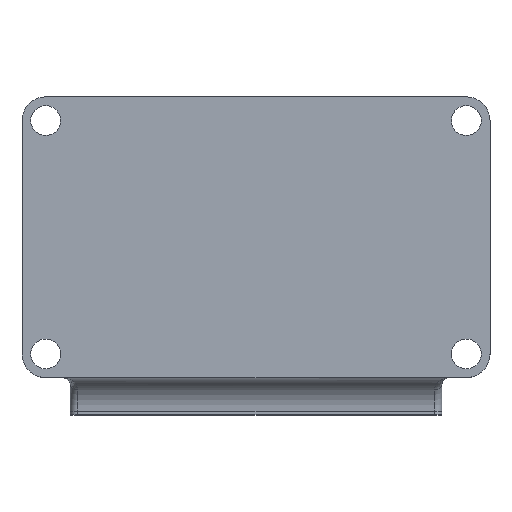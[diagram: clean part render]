
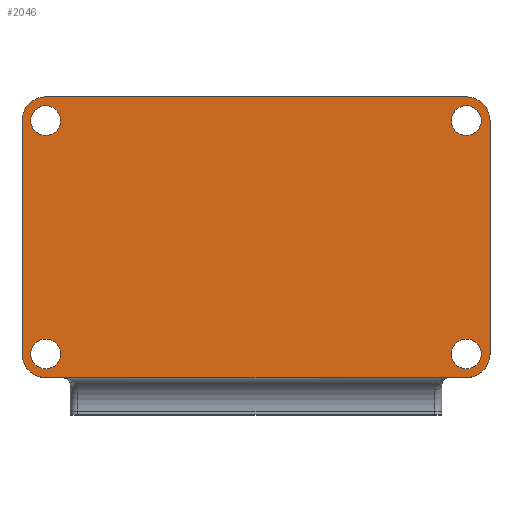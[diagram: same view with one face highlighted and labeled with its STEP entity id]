
A CAD part, top view. The second image highlights one B-rep face of the part: STEP entity #2046.
In plain terms, the highlighted planar face has unit normal (0, 0, 1).
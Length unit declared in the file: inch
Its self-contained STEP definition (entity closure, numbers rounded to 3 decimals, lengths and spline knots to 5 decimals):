
#53=FACE_BOUND('',#715,.T.);
#54=FACE_BOUND('',#716,.T.);
#55=FACE_BOUND('',#717,.T.);
#56=FACE_BOUND('',#718,.T.);
#116=PLANE('',#2338);
#122=LINE('',#3041,#254);
#213=LINE('',#3713,#345);
#230=LINE('',#4011,#362);
#248=LINE('',#4088,#380);
#254=VECTOR('',#2368,0.3937);
#345=VECTOR('',#2793,0.3937);
#362=VECTOR('',#2900,0.3937);
#380=VECTOR('',#3010,0.3937);
#574=FACE_OUTER_BOUND('',#714,.T.);
#714=EDGE_LOOP('',(#1893,#1894,#1895,#1896,#1897,#1898,#1899,#1900));
#715=EDGE_LOOP('',(#1901));
#716=EDGE_LOOP('',(#1902));
#717=EDGE_LOOP('',(#1903));
#718=EDGE_LOOP('',(#1904));
#811=CIRCLE('',#2245,0.15955);
#842=CIRCLE('',#2323,0.15955);
#843=CIRCLE('',#2325,0.15955);
#844=CIRCLE('',#2327,0.15955);
#845=CIRCLE('',#2330,0.1005);
#846=CIRCLE('',#2332,0.1005);
#847=CIRCLE('',#2334,0.1005);
#848=CIRCLE('',#2336,0.1005);
#858=VERTEX_POINT('',#3038);
#859=VERTEX_POINT('',#3040);
#982=VERTEX_POINT('',#3705);
#983=VERTEX_POINT('',#3707);
#984=VERTEX_POINT('',#3711);
#1003=VERTEX_POINT('',#4010);
#1011=VERTEX_POINT('',#4061);
#1012=VERTEX_POINT('',#4067);
#1013=VERTEX_POINT('',#4072);
#1014=VERTEX_POINT('',#4076);
#1015=VERTEX_POINT('',#4080);
#1016=VERTEX_POINT('',#4084);
#1029=EDGE_CURVE('',#859,#858,#122,.T.);
#1227=EDGE_CURVE('',#983,#982,#811,.T.);
#1230=EDGE_CURVE('',#982,#984,#213,.T.);
#1276=EDGE_CURVE('',#1003,#983,#230,.T.);
#1299=EDGE_CURVE('',#1011,#859,#842,.T.);
#1301=EDGE_CURVE('',#858,#1003,#843,.T.);
#1303=EDGE_CURVE('',#984,#1012,#844,.T.);
#1304=EDGE_CURVE('',#1013,#1013,#845,.T.);
#1306=EDGE_CURVE('',#1014,#1014,#846,.T.);
#1308=EDGE_CURVE('',#1015,#1015,#847,.T.);
#1310=EDGE_CURVE('',#1016,#1016,#848,.T.);
#1312=EDGE_CURVE('',#1012,#1011,#248,.T.);
#1893=ORIENTED_EDGE('',*,*,#1276,.T.);
#1894=ORIENTED_EDGE('',*,*,#1227,.T.);
#1895=ORIENTED_EDGE('',*,*,#1230,.T.);
#1896=ORIENTED_EDGE('',*,*,#1303,.T.);
#1897=ORIENTED_EDGE('',*,*,#1312,.T.);
#1898=ORIENTED_EDGE('',*,*,#1299,.T.);
#1899=ORIENTED_EDGE('',*,*,#1029,.T.);
#1900=ORIENTED_EDGE('',*,*,#1301,.T.);
#1901=ORIENTED_EDGE('',*,*,#1310,.T.);
#1902=ORIENTED_EDGE('',*,*,#1308,.T.);
#1903=ORIENTED_EDGE('',*,*,#1306,.T.);
#1904=ORIENTED_EDGE('',*,*,#1304,.T.);
#2046=ADVANCED_FACE('',(#574,#53,#54,#55,#56),#116,.T.);
#2245=AXIS2_PLACEMENT_3D('',#3708,#2787,#2788);
#2323=AXIS2_PLACEMENT_3D('',#4062,#2974,#2975);
#2325=AXIS2_PLACEMENT_3D('',#4065,#2979,#2980);
#2327=AXIS2_PLACEMENT_3D('',#4069,#2984,#2985);
#2330=AXIS2_PLACEMENT_3D('',#4073,#2990,#2991);
#2332=AXIS2_PLACEMENT_3D('',#4077,#2995,#2996);
#2334=AXIS2_PLACEMENT_3D('',#4081,#3000,#3001);
#2336=AXIS2_PLACEMENT_3D('',#4085,#3005,#3006);
#2338=AXIS2_PLACEMENT_3D('',#4089,#3011,#3012);
#2368=DIRECTION('',(0.,-1.,0.));
#2787=DIRECTION('center_axis',(0.,0.,1.));
#2788=DIRECTION('ref_axis',(0.,-1.,0.));
#2793=DIRECTION('',(0.,1.,0.));
#2900=DIRECTION('',(1.,0.,0.));
#2974=DIRECTION('center_axis',(0.,0.,1.));
#2975=DIRECTION('ref_axis',(0.,1.,0.));
#2979=DIRECTION('center_axis',(0.,0.,1.));
#2980=DIRECTION('ref_axis',(-1.,0.,0.));
#2984=DIRECTION('center_axis',(0.,0.,1.));
#2985=DIRECTION('ref_axis',(1.,0.,0.));
#2990=DIRECTION('center_axis',(0.,0.,-1.));
#2991=DIRECTION('ref_axis',(-1.,0.,0.));
#2995=DIRECTION('center_axis',(0.,0.,-1.));
#2996=DIRECTION('ref_axis',(-1.,0.,0.));
#3000=DIRECTION('center_axis',(0.,0.,-1.));
#3001=DIRECTION('ref_axis',(-1.,0.,0.));
#3005=DIRECTION('center_axis',(0.,0.,-1.));
#3006=DIRECTION('ref_axis',(-1.,0.,0.));
#3010=DIRECTION('',(-1.,0.,0.));
#3011=DIRECTION('center_axis',(0.,0.,1.));
#3012=DIRECTION('ref_axis',(1.,0.,0.));
#3038=CARTESIAN_POINT('',(-1.75,-0.89045,0.25));
#3040=CARTESIAN_POINT('',(-1.75,0.68045,0.25));
#3041=CARTESIAN_POINT('',(-1.75,0.68045,0.25));
#3705=CARTESIAN_POINT('',(1.4,-0.89045,0.25));
#3707=CARTESIAN_POINT('',(1.24045,-1.05,0.25));
#3708=CARTESIAN_POINT('Origin',(1.24045,-0.89045,0.25));
#3711=CARTESIAN_POINT('',(1.4,0.68045,0.25));
#3713=CARTESIAN_POINT('',(1.4,-0.89045,0.25));
#4010=CARTESIAN_POINT('',(-1.59045,-1.05,0.25));
#4011=CARTESIAN_POINT('',(-1.59045,-1.05,0.25));
#4061=CARTESIAN_POINT('',(-1.59045,0.84,0.25));
#4062=CARTESIAN_POINT('Origin',(-1.59045,0.68045,0.25));
#4065=CARTESIAN_POINT('Origin',(-1.59045,-0.89045,0.25));
#4067=CARTESIAN_POINT('',(1.24045,0.84,0.25));
#4069=CARTESIAN_POINT('Origin',(1.24045,0.68045,0.25));
#4072=CARTESIAN_POINT('',(-1.48995,0.68045,0.25));
#4073=CARTESIAN_POINT('Origin',(-1.59045,0.68045,0.25));
#4076=CARTESIAN_POINT('',(-1.48995,-0.89045,0.25));
#4077=CARTESIAN_POINT('Origin',(-1.59045,-0.89045,0.25));
#4080=CARTESIAN_POINT('',(1.34095,0.68045,0.25));
#4081=CARTESIAN_POINT('Origin',(1.24045,0.68045,0.25));
#4084=CARTESIAN_POINT('',(1.34095,-0.89045,0.25));
#4085=CARTESIAN_POINT('Origin',(1.24045,-0.89045,0.25));
#4088=CARTESIAN_POINT('',(1.24045,0.84,0.25));
#4089=CARTESIAN_POINT('Origin',(-0.175,-0.105,0.25));
